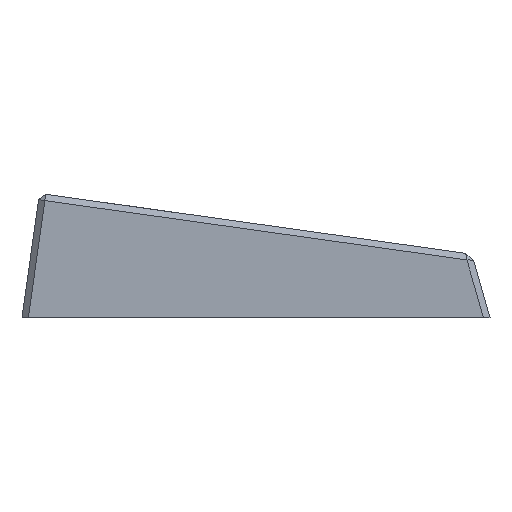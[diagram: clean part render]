
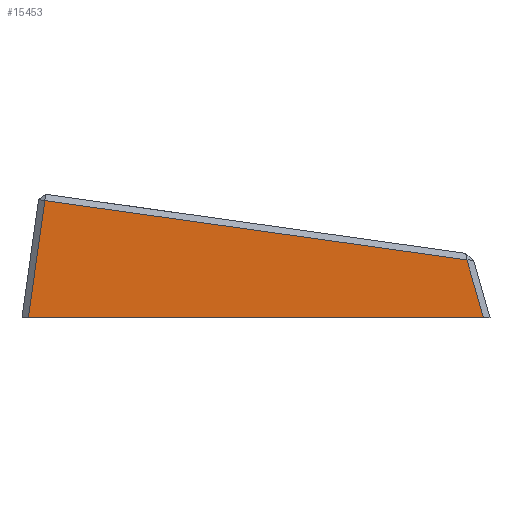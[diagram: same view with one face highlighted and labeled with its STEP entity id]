
A CAD part, left-side view. The second image highlights one B-rep face of the part: STEP entity #15453.
In plain terms, the highlighted planar face has unit normal (-1, 0, 0).
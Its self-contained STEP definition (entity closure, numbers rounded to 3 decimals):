
#1445=FACE_OUTER_BOUND('',#2365,.T.);
#2365=EDGE_LOOP('',(#12536,#12537,#12538,#12539));
#2760=LINE('',#21321,#4491);
#3859=LINE('',#25094,#5590);
#3861=LINE('',#25097,#5592);
#3862=LINE('',#25098,#5593);
#4491=VECTOR('',#17186,10.);
#5590=VECTOR('',#19927,10.);
#5592=VECTOR('',#19931,10.);
#5593=VECTOR('',#19932,10.);
#6257=VERTEX_POINT('',#21318);
#6258=VERTEX_POINT('',#21320);
#6955=VERTEX_POINT('',#24342);
#6956=VERTEX_POINT('',#24346);
#7513=EDGE_CURVE('',#6258,#6257,#2760,.T.);
#8995=EDGE_CURVE('',#6258,#6956,#3859,.T.);
#8997=EDGE_CURVE('',#6955,#6257,#3861,.T.);
#8998=EDGE_CURVE('',#6956,#6955,#3862,.T.);
#12536=ORIENTED_EDGE('',*,*,#7513,.T.);
#12537=ORIENTED_EDGE('',*,*,#8997,.F.);
#12538=ORIENTED_EDGE('',*,*,#8998,.F.);
#12539=ORIENTED_EDGE('',*,*,#8995,.F.);
#14660=PLANE('',#16612);
#15453=ADVANCED_FACE('',(#1445),#14660,.T.);
#16612=AXIS2_PLACEMENT_3D('',#25096,#19929,#19930);
#17186=DIRECTION('',(0.,-1.,0.));
#19927=DIRECTION('',(0.,-0.139,0.99));
#19929=DIRECTION('center_axis',(-1.,0.,0.));
#19930=DIRECTION('ref_axis',(0.,-0.139,0.99));
#19931=DIRECTION('',(0.,-0.275,-0.962));
#19932=DIRECTION('',(0.,-0.99,-0.139));
#21318=CARTESIAN_POINT('',(42.5,-156.366,-26.631));
#21320=CARTESIAN_POINT('',(42.5,-12.441,-26.631));
#21321=CARTESIAN_POINT('',(42.5,-42.297,-26.631));
#24342=CARTESIAN_POINT('',(42.5,-151.138,-8.335));
#24346=CARTESIAN_POINT('',(42.5,-17.649,10.425));
#25094=CARTESIAN_POINT('',(42.5,-13.191,-21.298));
#25096=CARTESIAN_POINT('Origin',(42.5,-74.595,-42.716));
#25097=CARTESIAN_POINT('',(42.5,-155.911,-25.042));
#25098=CARTESIAN_POINT('',(42.5,-48.242,6.126));
